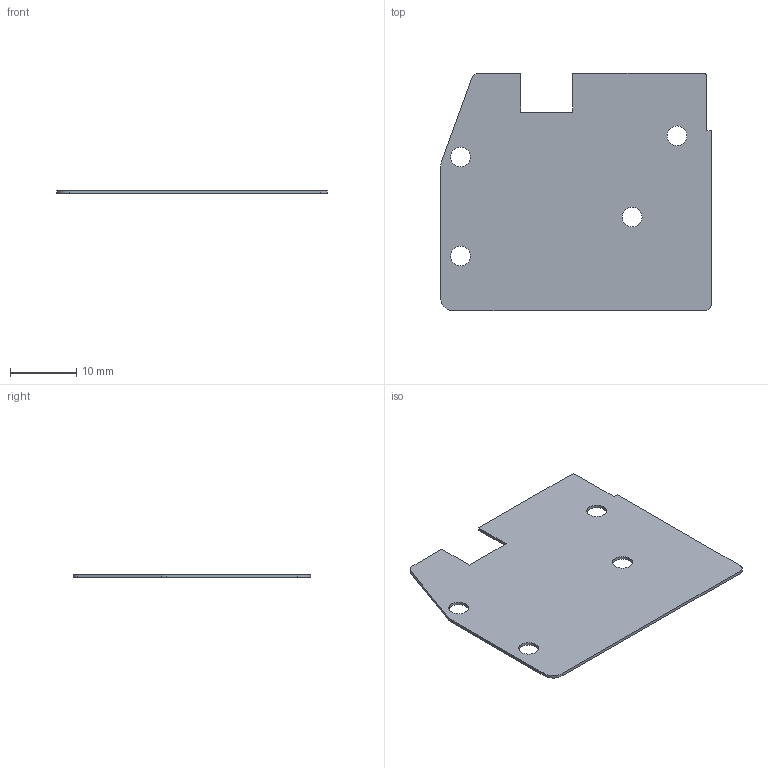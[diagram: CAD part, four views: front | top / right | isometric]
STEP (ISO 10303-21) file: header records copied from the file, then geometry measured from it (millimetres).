
FILE_DESCRIPTION(('Creo Elements/Direct Modeling STEP Export'),'2;1');
FILE_NAME('DF-VPC.stp','2015-01-28T12:04:14',(''),(''),'PTC Creo Elements/Direct Modeling STEP processor for AP214 (Solid Model)','PTC Creo Elements/Direct Modeling 19.0A 04-Oct-2014 (C) Parametric Technology GmbH','');
FILE_SCHEMA(('AUTOMOTIVE_DESIGN { 1 0 10303 214 1 1 1 1 }'));
Length unit declared in the file: millimetre
Products named in the file (1): DF-VPC
Bounding box: 41 x 36 x 0.45 mm (x, y, z)
Volume: 611.8 mm3; surface area: 2807.9 mm2
Topology: 1 solids, 1 shells, 26 faces, 72 edges, 48 vertices
Faces by surface type: cylinder 13, plane 13
Entity records: 840 total; most frequent: ORIENTED_EDGE 144, CARTESIAN_POINT 139, DIRECTION 136, EDGE_CURVE 72, VERTEX_POINT 48, VECTOR 46, LINE 46, AXIS2_PLACEMENT_3D 45
